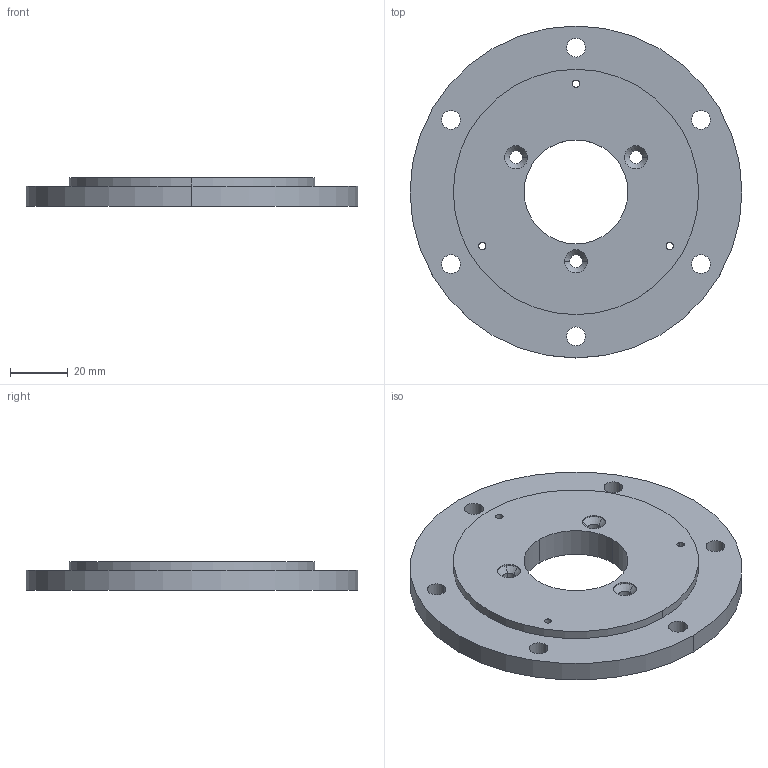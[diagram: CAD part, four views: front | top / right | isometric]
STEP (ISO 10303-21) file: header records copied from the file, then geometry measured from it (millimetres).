
FILE_DESCRIPTION (( 'STEP AP214' ), '1' );
FILE_NAME ('PF4258.STEP', '2024-07-02T15:56:23', ( '' ), ( '' ), 'SwSTEP 2.0', 'SolidWorks 2021', '' );
FILE_SCHEMA (( 'AUTOMOTIVE_DESIGN' ));
Length unit declared in the file: inch
Products named in the file (1): PF4258
Bounding box: 115 x 115 x 10 mm (x, y, z)
Volume: 77389.3 mm3; surface area: 24178.6 mm2
Topology: 1 solids, 1 shells, 56 faces, 143 edges, 90 vertices
Faces by surface type: cylinder 45, cone 8, plane 3
Entity records: 1821 total; most frequent: DIRECTION 347, CARTESIAN_POINT 290, ORIENTED_EDGE 286, AXIS2_PLACEMENT_3D 147, EDGE_CURVE 143, CIRCLE 90, VERTEX_POINT 90, EDGE_LOOP 83
